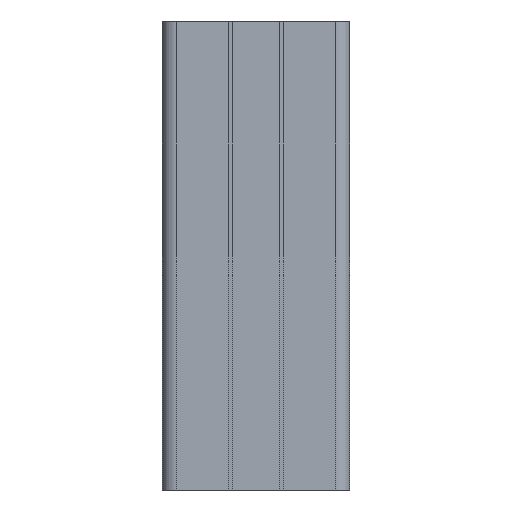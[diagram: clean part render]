
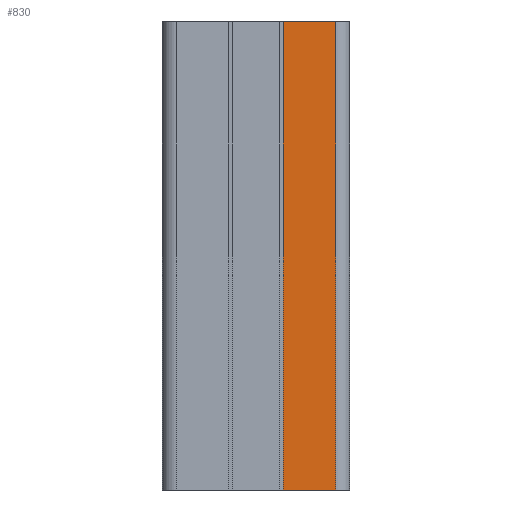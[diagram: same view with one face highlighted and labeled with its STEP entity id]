
A CAD part, front view. The second image highlights one B-rep face of the part: STEP entity #830.
In plain terms, the highlighted planar face has unit normal (0, -1, 0).
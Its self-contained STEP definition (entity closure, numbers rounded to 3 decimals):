
#148 = EDGE_CURVE ( 'NONE', #5690, #8943, #6515, .T. ) ;
#531 = CARTESIAN_POINT ( 'NONE',  ( 17., -80., -100. ) ) ;
#644 = EDGE_CURVE ( 'NONE', #11068, #5690, #6680, .T. ) ;
#830 = ADVANCED_FACE ( 'NONE', ( #9747 ), #2511, .T. ) ;
#1499 = ORIENTED_EDGE ( 'NONE', *, *, #644, .F. ) ;
#2064 = CARTESIAN_POINT ( 'NONE',  ( 17., -80., -100. ) ) ;
#2511 = PLANE ( 'NONE',  #7821 ) ;
#2612 = DIRECTION ( 'NONE',  ( 1., 0., 0. ) ) ;
#2722 = DIRECTION ( 'NONE',  ( 1., 0., 0. ) ) ;
#3306 = DIRECTION ( 'NONE',  ( 1., 0., 0. ) ) ;
#3383 = DIRECTION ( 'NONE',  ( 0., 0., 1. ) ) ;
#3471 = VECTOR ( 'NONE', #2722, 1000. ) ;
#3796 = DIRECTION ( 'NONE',  ( 0., 0., 1. ) ) ;
#3825 = CARTESIAN_POINT ( 'NONE',  ( 5.8, -80., -100. ) ) ;
#4729 = ORIENTED_EDGE ( 'NONE', *, *, #148, .F. ) ;
#4741 = VECTOR ( 'NONE', #3796, 1000. ) ;
#5690 = VERTEX_POINT ( 'NONE', #11176 ) ;
#5931 = EDGE_LOOP ( 'NONE', ( #4729, #1499, #8227, #11418 ) ) ;
#6515 = LINE ( 'NONE', #8318, #3471 ) ;
#6639 = VECTOR ( 'NONE', #3383, 1000. ) ;
#6680 = LINE ( 'NONE', #8545, #4741 ) ;
#7731 = VECTOR ( 'NONE', #2612, 1000. ) ;
#7821 = AXIS2_PLACEMENT_3D ( 'NONE', #531, #8902, #3306 ) ;
#8227 = ORIENTED_EDGE ( 'NONE', *, *, #9686, .T. ) ;
#8318 = CARTESIAN_POINT ( 'NONE',  ( 17., -80., 0. ) ) ;
#8545 = CARTESIAN_POINT ( 'NONE',  ( 5.8, -80., -100. ) ) ;
#8902 = DIRECTION ( 'NONE',  ( 0., -1., 0. ) ) ;
#8940 = CARTESIAN_POINT ( 'NONE',  ( 17., -80., -100. ) ) ;
#8943 = VERTEX_POINT ( 'NONE', #10133 ) ;
#9007 = VERTEX_POINT ( 'NONE', #2064 ) ;
#9054 = LINE ( 'NONE', #8940, #7731 ) ;
#9686 = EDGE_CURVE ( 'NONE', #11068, #9007, #9054, .T. ) ;
#9747 = FACE_OUTER_BOUND ( 'NONE', #5931, .T. ) ;
#9876 = LINE ( 'NONE', #11690, #6639 ) ;
#10133 = CARTESIAN_POINT ( 'NONE',  ( 17., -80., 0. ) ) ;
#10526 = EDGE_CURVE ( 'NONE', #9007, #8943, #9876, .T. ) ;
#11068 = VERTEX_POINT ( 'NONE', #3825 ) ;
#11176 = CARTESIAN_POINT ( 'NONE',  ( 5.8, -80., 0. ) ) ;
#11418 = ORIENTED_EDGE ( 'NONE', *, *, #10526, .T. ) ;
#11690 = CARTESIAN_POINT ( 'NONE',  ( 17., -80., -100. ) ) ;
